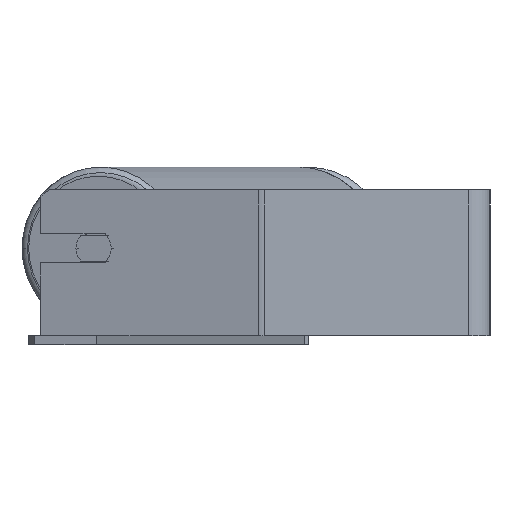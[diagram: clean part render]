
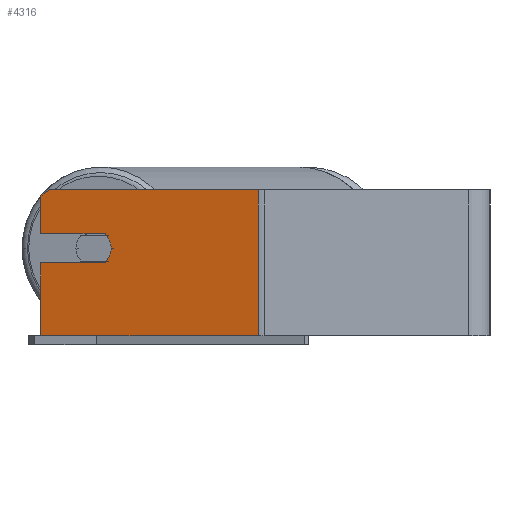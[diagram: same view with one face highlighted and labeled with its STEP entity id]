
A CAD part, left-side view. The second image highlights one B-rep face of the part: STEP entity #4316.
In plain terms, the highlighted planar face has unit normal (-0.966, 0.259, 0).
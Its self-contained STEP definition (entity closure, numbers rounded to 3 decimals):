
#84 = ORIENTED_EDGE ( 'NONE', *, *, #8948, .F. ) ;
#87 = VERTEX_POINT ( 'NONE', #4067 ) ;
#141 = DIRECTION ( 'NONE',  ( -0.259, -0.966, 0. ) ) ;
#338 = VERTEX_POINT ( 'NONE', #7094 ) ;
#533 = VERTEX_POINT ( 'NONE', #1540 ) ;
#620 = EDGE_CURVE ( 'NONE', #87, #8560, #5317, .T. ) ;
#643 = LINE ( 'NONE', #4247, #6967 ) ;
#700 = DIRECTION ( 'NONE',  ( -0.259, -0.966, 0. ) ) ;
#738 = VECTOR ( 'NONE', #8986, 1000. ) ;
#795 = LINE ( 'NONE', #2318, #6664 ) ;
#797 = CARTESIAN_POINT ( 'NONE',  ( -675.366, 217.454, 8. ) ) ;
#814 = EDGE_CURVE ( 'NONE', #7913, #533, #842, .T. ) ;
#842 = CIRCLE ( 'NONE', #6131, 10. ) ;
#844 = AXIS2_PLACEMENT_3D ( 'NONE', #7858, #4246, #7145 ) ;
#965 = CARTESIAN_POINT ( 'NONE',  ( -675.366, 217.454, 8. ) ) ;
#1052 = DIRECTION ( 'NONE',  ( 0.224, 0.837, -0.5 ) ) ;
#1243 = DIRECTION ( 'NONE',  ( 0., 0., -1. ) ) ;
#1396 = CARTESIAN_POINT ( 'NONE',  ( -667.601, 246.431, 16. ) ) ;
#1540 = CARTESIAN_POINT ( 'NONE',  ( -676.919, 211.658, 16. ) ) ;
#1670 = DIRECTION ( 'NONE',  ( 0., 0., -1. ) ) ;
#1789 = DIRECTION ( 'NONE',  ( 0., 0., -1. ) ) ;
#1984 = EDGE_CURVE ( 'NONE', #4685, #2411, #8499, .T. ) ;
#2288 = ORIENTED_EDGE ( 'NONE', *, *, #2536, .T. ) ;
#2315 = LINE ( 'NONE', #7381, #4644 ) ;
#2318 = CARTESIAN_POINT ( 'NONE',  ( -676.919, 211.658, 0. ) ) ;
#2337 = ORIENTED_EDGE ( 'NONE', *, *, #7789, .F. ) ;
#2339 = LINE ( 'NONE', #8175, #3192 ) ;
#2396 = ORIENTED_EDGE ( 'NONE', *, *, #5139, .T. ) ;
#2411 = VERTEX_POINT ( 'NONE', #2942 ) ;
#2536 = EDGE_CURVE ( 'NONE', #338, #3197, #643, .T. ) ;
#2570 = ORIENTED_EDGE ( 'NONE', *, *, #4538, .F. ) ;
#2914 = CARTESIAN_POINT ( 'NONE',  ( -699.591, 127.043, 40. ) ) ;
#2942 = CARTESIAN_POINT ( 'NONE',  ( -699.591, 127.043, -40. ) ) ;
#3070 = DIRECTION ( 'NONE',  ( -0.259, -0.966, 0. ) ) ;
#3109 = DIRECTION ( 'NONE',  ( -0.966, 0.259, 0. ) ) ;
#3192 = VECTOR ( 'NONE', #1670, 1000. ) ;
#3197 = VERTEX_POINT ( 'NONE', #7227 ) ;
#3308 = ORIENTED_EDGE ( 'NONE', *, *, #9304, .T. ) ;
#3917 = CARTESIAN_POINT ( 'NONE',  ( -667.601, 246.431, 37.113 ) ) ;
#4067 = CARTESIAN_POINT ( 'NONE',  ( -668.895, 241.602, 40. ) ) ;
#4194 = FACE_OUTER_BOUND ( 'NONE', #8726, .T. ) ;
#4246 = DIRECTION ( 'NONE',  ( 0.966, -0.259, 0. ) ) ;
#4247 = CARTESIAN_POINT ( 'NONE',  ( -667.601, 246.431, 40. ) ) ;
#4316 = ADVANCED_FACE ( 'NONE', ( #4194 ), #5656, .F. ) ;
#4359 = VECTOR ( 'NONE', #1243, 1000. ) ;
#4538 = EDGE_CURVE ( 'NONE', #87, #4685, #4846, .T. ) ;
#4644 = VECTOR ( 'NONE', #3070, 1000. ) ;
#4685 = VERTEX_POINT ( 'NONE', #2914 ) ;
#4749 = CARTESIAN_POINT ( 'NONE',  ( -677.954, 207.794, 8. ) ) ;
#4846 = LINE ( 'NONE', #7746, #6476 ) ;
#5132 = CARTESIAN_POINT ( 'NONE',  ( -676.919, 211.658, 0. ) ) ;
#5139 = EDGE_CURVE ( 'NONE', #3197, #2411, #2315, .T. ) ;
#5188 = LINE ( 'NONE', #6034, #738 ) ;
#5317 = LINE ( 'NONE', #7414, #6462 ) ;
#5656 = PLANE ( 'NONE',  #844 ) ;
#5802 = VERTEX_POINT ( 'NONE', #1396 ) ;
#5950 = VERTEX_POINT ( 'NONE', #5132 ) ;
#6034 = CARTESIAN_POINT ( 'NONE',  ( -676.919, 211.658, 16. ) ) ;
#6036 = DIRECTION ( 'NONE',  ( -0.259, -0.966, 0. ) ) ;
#6131 = AXIS2_PLACEMENT_3D ( 'NONE', #797, #8059, #141 ) ;
#6279 = ORIENTED_EDGE ( 'NONE', *, *, #814, .F. ) ;
#6462 = VECTOR ( 'NONE', #1052, 1000. ) ;
#6476 = VECTOR ( 'NONE', #8451, 1000. ) ;
#6524 = CIRCLE ( 'NONE', #8788, 10. ) ;
#6664 = VECTOR ( 'NONE', #700, 1000. ) ;
#6967 = VECTOR ( 'NONE', #1789, 1000. ) ;
#7094 = CARTESIAN_POINT ( 'NONE',  ( -667.601, 246.431, 0. ) ) ;
#7145 = DIRECTION ( 'NONE',  ( 0.259, 0.966, 0. ) ) ;
#7227 = CARTESIAN_POINT ( 'NONE',  ( -667.601, 246.431, -40. ) ) ;
#7249 = ORIENTED_EDGE ( 'NONE', *, *, #620, .T. ) ;
#7381 = CARTESIAN_POINT ( 'NONE',  ( -667.601, 246.431, -40. ) ) ;
#7414 = CARTESIAN_POINT ( 'NONE',  ( -667.601, 246.431, 37.113 ) ) ;
#7746 = CARTESIAN_POINT ( 'NONE',  ( -667.601, 246.431, 40. ) ) ;
#7770 = ORIENTED_EDGE ( 'NONE', *, *, #8535, .F. ) ;
#7789 = EDGE_CURVE ( 'NONE', #533, #5802, #5188, .T. ) ;
#7858 = CARTESIAN_POINT ( 'NONE',  ( -667.601, 246.431, 40. ) ) ;
#7913 = VERTEX_POINT ( 'NONE', #4749 ) ;
#8059 = DIRECTION ( 'NONE',  ( -0.966, 0.259, 0. ) ) ;
#8175 = CARTESIAN_POINT ( 'NONE',  ( -667.601, 246.431, 40. ) ) ;
#8246 = ORIENTED_EDGE ( 'NONE', *, *, #1984, .F. ) ;
#8451 = DIRECTION ( 'NONE',  ( -0.259, -0.966, 0. ) ) ;
#8499 = LINE ( 'NONE', #9216, #4359 ) ;
#8535 = EDGE_CURVE ( 'NONE', #338, #5950, #795, .T. ) ;
#8560 = VERTEX_POINT ( 'NONE', #3917 ) ;
#8726 = EDGE_LOOP ( 'NONE', ( #2570, #7249, #3308, #2337, #6279, #84, #7770, #2288, #2396, #8246 ) ) ;
#8788 = AXIS2_PLACEMENT_3D ( 'NONE', #965, #3109, #6036 ) ;
#8948 = EDGE_CURVE ( 'NONE', #5950, #7913, #6524, .T. ) ;
#8986 = DIRECTION ( 'NONE',  ( 0.259, 0.966, 0. ) ) ;
#9216 = CARTESIAN_POINT ( 'NONE',  ( -699.591, 127.043, 40. ) ) ;
#9304 = EDGE_CURVE ( 'NONE', #8560, #5802, #2339, .T. ) ;
